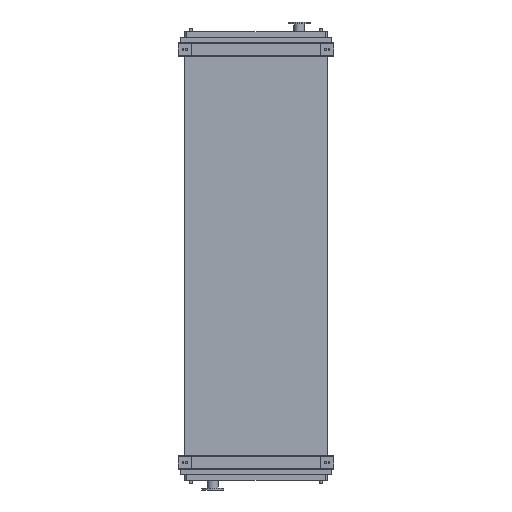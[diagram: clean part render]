
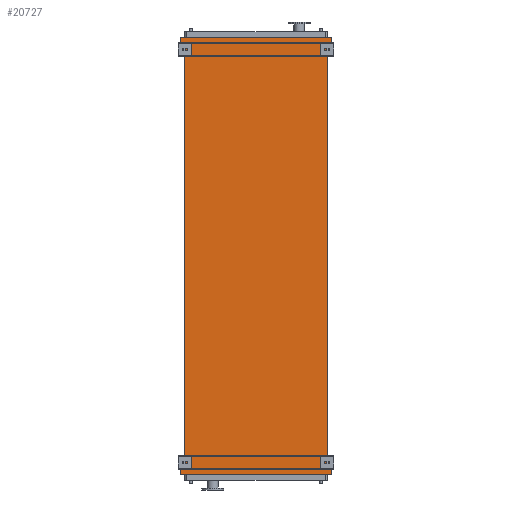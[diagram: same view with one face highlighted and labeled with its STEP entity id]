
A CAD part, front view. The second image highlights one B-rep face of the part: STEP entity #20727.
In plain terms, the highlighted planar face has unit normal (0, -1, 0).
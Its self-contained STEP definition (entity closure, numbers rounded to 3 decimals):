
#61 = DIRECTION ( 'NONE',  ( -0.655, 0., 0.755 ) ) ;
#456 = VERTEX_POINT ( 'NONE', #1187 ) ;
#1085 = VERTEX_POINT ( 'NONE', #8925 ) ;
#1187 = CARTESIAN_POINT ( 'NONE',  ( 771., 0., 53. ) ) ;
#1828 = EDGE_CURVE ( 'NONE', #1085, #11508, #17867, .T. ) ;
#2214 = ORIENTED_EDGE ( 'NONE', *, *, #9360, .F. ) ;
#2399 = CARTESIAN_POINT ( 'NONE',  ( -771., 0., -4345. ) ) ;
#2736 = CARTESIAN_POINT ( 'NONE',  ( -725., 0., 0. ) ) ;
#2918 = CARTESIAN_POINT ( 'NONE',  ( 725., 0., 0. ) ) ;
#3422 = DIRECTION ( 'NONE',  ( 0., 0., 1. ) ) ;
#3522 = LINE ( 'NONE', #17733, #17882 ) ;
#3686 = CARTESIAN_POINT ( 'NONE',  ( 725., 0., -4250. ) ) ;
#3845 = ORIENTED_EDGE ( 'NONE', *, *, #9697, .F. ) ;
#3961 = EDGE_LOOP ( 'NONE', ( #21674, #2214, #10057, #10654, #7927, #3845, #17295, #22821, #24383, #20856, #13648, #4470 ) ) ;
#4470 = ORIENTED_EDGE ( 'NONE', *, *, #10388, .F. ) ;
#4575 = VECTOR ( 'NONE', #20336, 1000. ) ;
#5384 = VERTEX_POINT ( 'NONE', #2918 ) ;
#5784 = EDGE_CURVE ( 'NONE', #12774, #10575, #24727, .T. ) ;
#6002 = VECTOR ( 'NONE', #18172, 1000. ) ;
#6973 = VECTOR ( 'NONE', #15499, 1000. ) ;
#7303 = LINE ( 'NONE', #3686, #17593 ) ;
#7330 = CARTESIAN_POINT ( 'NONE',  ( -725., 0., -4250. ) ) ;
#7574 = VECTOR ( 'NONE', #19146, 1000. ) ;
#7927 = ORIENTED_EDGE ( 'NONE', *, *, #9542, .F. ) ;
#8074 = DIRECTION ( 'NONE',  ( 0., 0., -1. ) ) ;
#8091 = DIRECTION ( 'NONE',  ( 0., -1., 0. ) ) ;
#8128 = CARTESIAN_POINT ( 'NONE',  ( -725., 0., -4250. ) ) ;
#8249 = PLANE ( 'NONE',  #23395 ) ;
#8268 = DIRECTION ( 'NONE',  ( 0.655, 0., 0.755 ) ) ;
#8732 = DIRECTION ( 'NONE',  ( 0., 0., 1. ) ) ;
#8925 = CARTESIAN_POINT ( 'NONE',  ( -771., 0., 95. ) ) ;
#8940 = EDGE_CURVE ( 'NONE', #23288, #5384, #7303, .T. ) ;
#9133 = VECTOR ( 'NONE', #8268, 1000. ) ;
#9360 = EDGE_CURVE ( 'NONE', #456, #5384, #3522, .T. ) ;
#9510 = EDGE_CURVE ( 'NONE', #11508, #456, #13326, .T. ) ;
#9542 = EDGE_CURVE ( 'NONE', #11939, #1085, #16657, .T. ) ;
#9697 = EDGE_CURVE ( 'NONE', #10575, #11939, #10338, .T. ) ;
#9844 = EDGE_CURVE ( 'NONE', #10530, #12774, #19351, .T. ) ;
#10033 = EDGE_CURVE ( 'NONE', #22176, #10530, #22502, .T. ) ;
#10057 = ORIENTED_EDGE ( 'NONE', *, *, #9510, .F. ) ;
#10070 = EDGE_CURVE ( 'NONE', #16605, #22176, #21953, .T. ) ;
#10080 = CARTESIAN_POINT ( 'NONE',  ( -771., 0., 53. ) ) ;
#10212 = EDGE_CURVE ( 'NONE', #10455, #16605, #11225, .T. ) ;
#10338 = LINE ( 'NONE', #2736, #24608 ) ;
#10388 = EDGE_CURVE ( 'NONE', #23288, #10455, #19648, .T. ) ;
#10455 = VERTEX_POINT ( 'NONE', #15324 ) ;
#10530 = VERTEX_POINT ( 'NONE', #13952 ) ;
#10575 = VERTEX_POINT ( 'NONE', #12840 ) ;
#10654 = ORIENTED_EDGE ( 'NONE', *, *, #1828, .F. ) ;
#10923 = CARTESIAN_POINT ( 'NONE',  ( 771., 0., -4345. ) ) ;
#11225 = LINE ( 'NONE', #18199, #6002 ) ;
#11508 = VERTEX_POINT ( 'NONE', #20110 ) ;
#11810 = VECTOR ( 'NONE', #20606, 1000. ) ;
#11939 = VERTEX_POINT ( 'NONE', #15680 ) ;
#12138 = VECTOR ( 'NONE', #8732, 1000. ) ;
#12418 = VECTOR ( 'NONE', #21169, 1000. ) ;
#12774 = VERTEX_POINT ( 'NONE', #7330 ) ;
#12840 = CARTESIAN_POINT ( 'NONE',  ( -725., 0., 0. ) ) ;
#13326 = LINE ( 'NONE', #14493, #6973 ) ;
#13648 = ORIENTED_EDGE ( 'NONE', *, *, #10212, .F. ) ;
#13952 = CARTESIAN_POINT ( 'NONE',  ( -771., 0., -4303. ) ) ;
#14493 = CARTESIAN_POINT ( 'NONE',  ( 771., 0., 95. ) ) ;
#14518 = VECTOR ( 'NONE', #16046, 1000. ) ;
#15324 = CARTESIAN_POINT ( 'NONE',  ( 771., 0., -4303. ) ) ;
#15499 = DIRECTION ( 'NONE',  ( 0., 0., -1. ) ) ;
#15680 = CARTESIAN_POINT ( 'NONE',  ( -771., 0., 53. ) ) ;
#15905 = DIRECTION ( 'NONE',  ( -0.655, 0., -0.755 ) ) ;
#16046 = DIRECTION ( 'NONE',  ( 0.655, 0., -0.755 ) ) ;
#16192 = CARTESIAN_POINT ( 'NONE',  ( 725., 0., -4250. ) ) ;
#16605 = VERTEX_POINT ( 'NONE', #10923 ) ;
#16657 = LINE ( 'NONE', #10080, #12138 ) ;
#17295 = ORIENTED_EDGE ( 'NONE', *, *, #5784, .F. ) ;
#17593 = VECTOR ( 'NONE', #3422, 1000. ) ;
#17733 = CARTESIAN_POINT ( 'NONE',  ( 771., 0., 53. ) ) ;
#17867 = LINE ( 'NONE', #19121, #7574 ) ;
#17882 = VECTOR ( 'NONE', #15905, 1000. ) ;
#18172 = DIRECTION ( 'NONE',  ( 0., 0., -1. ) ) ;
#18199 = CARTESIAN_POINT ( 'NONE',  ( 771., 0., -4303. ) ) ;
#19121 = CARTESIAN_POINT ( 'NONE',  ( -771., 0., 95. ) ) ;
#19146 = DIRECTION ( 'NONE',  ( 1., 0., 0. ) ) ;
#19351 = LINE ( 'NONE', #20752, #9133 ) ;
#19648 = LINE ( 'NONE', #16192, #14518 ) ;
#20110 = CARTESIAN_POINT ( 'NONE',  ( 771., 0., 95. ) ) ;
#20330 = CARTESIAN_POINT ( 'NONE',  ( 771., 0., -4345. ) ) ;
#20336 = DIRECTION ( 'NONE',  ( 0., 0., 1. ) ) ;
#20606 = DIRECTION ( 'NONE',  ( -1., 0., 0. ) ) ;
#20727 = ADVANCED_FACE ( 'NONE', ( #23703 ), #8249, .T. ) ;
#20752 = CARTESIAN_POINT ( 'NONE',  ( -771., 0., -4303. ) ) ;
#20856 = ORIENTED_EDGE ( 'NONE', *, *, #10070, .F. ) ;
#20862 = CARTESIAN_POINT ( 'NONE',  ( -771., 0., -4345. ) ) ;
#21169 = DIRECTION ( 'NONE',  ( 0., 0., 1. ) ) ;
#21674 = ORIENTED_EDGE ( 'NONE', *, *, #8940, .T. ) ;
#21757 = CARTESIAN_POINT ( 'NONE',  ( -725., 0., -4250. ) ) ;
#21953 = LINE ( 'NONE', #20330, #11810 ) ;
#22176 = VERTEX_POINT ( 'NONE', #2399 ) ;
#22283 = CARTESIAN_POINT ( 'NONE',  ( 725., 0., -4250. ) ) ;
#22502 = LINE ( 'NONE', #20862, #12418 ) ;
#22821 = ORIENTED_EDGE ( 'NONE', *, *, #9844, .F. ) ;
#23288 = VERTEX_POINT ( 'NONE', #22283 ) ;
#23395 = AXIS2_PLACEMENT_3D ( 'NONE', #8128, #8091, #8074 ) ;
#23703 = FACE_OUTER_BOUND ( 'NONE', #3961, .T. ) ;
#24383 = ORIENTED_EDGE ( 'NONE', *, *, #10033, .F. ) ;
#24608 = VECTOR ( 'NONE', #61, 1000. ) ;
#24727 = LINE ( 'NONE', #21757, #4575 ) ;
